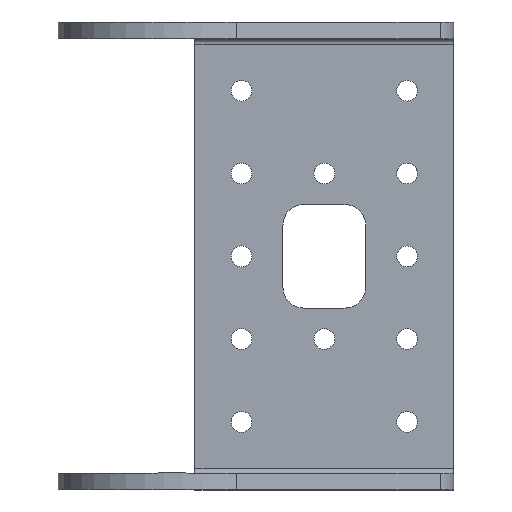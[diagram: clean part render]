
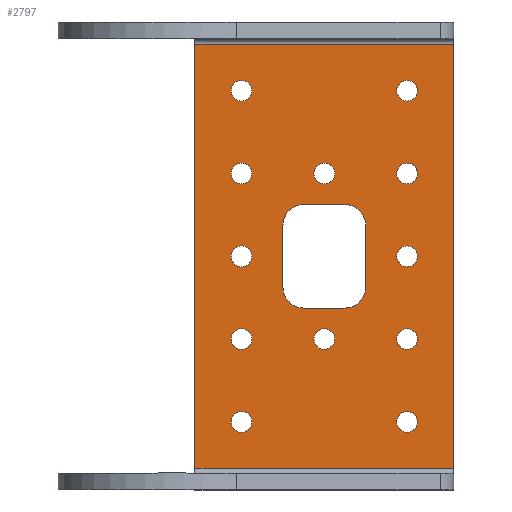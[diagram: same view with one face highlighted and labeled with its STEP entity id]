
A CAD part, top view. The second image highlights one B-rep face of the part: STEP entity #2797.
In plain terms, the highlighted planar face has unit normal (0, 0, 1).
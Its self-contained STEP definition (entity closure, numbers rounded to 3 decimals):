
#1798=CARTESIAN_POINT('',(-17.499,-1.502,1.588));
#1799=VERTEX_POINT('',#1798);
#1824=CARTESIAN_POINT('',(7.501,-1.502,1.588));
#1825=VERTEX_POINT('',#1824);
#1849=CARTESIAN_POINT('',(-17.499,-1.502,1.588));
#1850=DIRECTION('',(1.0,0.0,0.0));
#1851=VECTOR('',#1850,25.);
#1852=LINE('',#1849,#1851);
#1853=EDGE_CURVE('',#1799,#1825,#1852,.T.);
#1910=CARTESIAN_POINT('',(7.501,39.498,1.588));
#1911=VERTEX_POINT('',#1910);
#1936=CARTESIAN_POINT('',(-17.499,39.498,1.588));
#1937=VERTEX_POINT('',#1936);
#2036=CARTESIAN_POINT('',(7.501,39.498,1.588));
#2037=DIRECTION('',(-1.0,0.0,0.0));
#2038=VECTOR('',#2037,25.);
#2039=LINE('',#2036,#2038);
#2040=EDGE_CURVE('',#1911,#1937,#2039,.T.);
#2059=CARTESIAN_POINT('',(-17.499,-1.502,1.588));
#2060=DIRECTION('',(0.0,1.0,0.0));
#2061=VECTOR('',#2060,41.);
#2062=LINE('',#2059,#2061);
#2063=EDGE_CURVE('',#1799,#1937,#2062,.T.);
#2293=CARTESIAN_POINT('',(7.501,39.498,1.588));
#2294=DIRECTION('',(0.0,-1.0,0.0));
#2295=VECTOR('',#2294,41.);
#2296=LINE('',#2293,#2295);
#2297=EDGE_CURVE('',#1911,#1825,#2296,.T.);
#2309=CARTESIAN_POINT('',(-9.,21.998,1.588));
#2310=VERTEX_POINT('',#2309);
#2311=CARTESIAN_POINT('',(-7.,23.998,1.588));
#2312=VERTEX_POINT('',#2311);
#2313=CARTESIAN_POINT('',(-7.,21.998,1.588));
#2314=DIRECTION('',(0.0,0.0,-1.0));
#2315=DIRECTION('',(0.0,-1.0,0.0));
#2316=AXIS2_PLACEMENT_3D('',#2313,#2314,#2315);
#2317=CIRCLE('',#2316,2.);
#2318=EDGE_CURVE('',#2310,#2312,#2317,.T.);
#2341=CARTESIAN_POINT('',(-3.,23.998,1.588));
#2342=VERTEX_POINT('',#2341);
#2343=CARTESIAN_POINT('',(-7.,23.998,1.588));
#2344=DIRECTION('',(1.0,0.0,0.0));
#2345=VECTOR('',#2344,4.);
#2346=LINE('',#2343,#2345);
#2347=EDGE_CURVE('',#2312,#2342,#2346,.T.);
#2365=CARTESIAN_POINT('',(-1.,21.998,1.588));
#2366=VERTEX_POINT('',#2365);
#2367=CARTESIAN_POINT('',(-3.,21.998,1.588));
#2368=DIRECTION('',(0.0,0.0,-1.0));
#2369=DIRECTION('',(-1.0,0.0,0.0));
#2370=AXIS2_PLACEMENT_3D('',#2367,#2368,#2369);
#2371=CIRCLE('',#2370,2.);
#2372=EDGE_CURVE('',#2342,#2366,#2371,.T.);
#2390=CARTESIAN_POINT('',(-1.,15.998,1.588));
#2391=VERTEX_POINT('',#2390);
#2392=CARTESIAN_POINT('',(-1.,21.998,1.588));
#2393=DIRECTION('',(0.0,-1.0,0.0));
#2394=VECTOR('',#2393,6.001);
#2395=LINE('',#2392,#2394);
#2396=EDGE_CURVE('',#2366,#2391,#2395,.T.);
#2414=CARTESIAN_POINT('',(-3.,13.998,1.588));
#2415=VERTEX_POINT('',#2414);
#2416=CARTESIAN_POINT('',(-3.,15.998,1.588));
#2417=DIRECTION('',(0.0,0.0,-1.0));
#2418=DIRECTION('',(0.0,1.0,0.0));
#2419=AXIS2_PLACEMENT_3D('',#2416,#2417,#2418);
#2420=CIRCLE('',#2419,2.);
#2421=EDGE_CURVE('',#2391,#2415,#2420,.T.);
#2439=CARTESIAN_POINT('',(-7.,13.998,1.588));
#2440=VERTEX_POINT('',#2439);
#2441=CARTESIAN_POINT('',(-3.,13.998,1.588));
#2442=DIRECTION('',(-1.0,0.0,0.0));
#2443=VECTOR('',#2442,4.);
#2444=LINE('',#2441,#2443);
#2445=EDGE_CURVE('',#2415,#2440,#2444,.T.);
#2463=CARTESIAN_POINT('',(-9.,15.998,1.588));
#2464=VERTEX_POINT('',#2463);
#2465=CARTESIAN_POINT('',(-7.,15.998,1.588));
#2466=DIRECTION('',(0.0,0.0,-1.0));
#2467=DIRECTION('',(1.0,0.0,0.0));
#2468=AXIS2_PLACEMENT_3D('',#2465,#2466,#2467);
#2469=CIRCLE('',#2468,2.);
#2470=EDGE_CURVE('',#2440,#2464,#2469,.T.);
#2488=CARTESIAN_POINT('',(-9.,15.998,1.588));
#2489=DIRECTION('',(0.0,1.0,0.0));
#2490=VECTOR('',#2489,6.001);
#2491=LINE('',#2488,#2490);
#2492=EDGE_CURVE('',#2464,#2310,#2491,.T.);
#2505=CARTESIAN_POINT('',(4.,26.998,1.588));
#2506=VERTEX_POINT('',#2505);
#2507=CARTESIAN_POINT('',(3.,26.998,1.588));
#2508=DIRECTION('',(0.0,0.0,-1.0));
#2509=DIRECTION('',(-1.0,0.0,0.0));
#2510=AXIS2_PLACEMENT_3D('',#2507,#2508,#2509);
#2511=CIRCLE('',#2510,1.);
#2512=EDGE_CURVE('',#2506,#2506,#2511,.T.);
#2525=CARTESIAN_POINT('',(4.,18.998,1.588));
#2526=VERTEX_POINT('',#2525);
#2527=CARTESIAN_POINT('',(3.,18.998,1.588));
#2528=DIRECTION('',(0.0,0.0,-1.0));
#2529=DIRECTION('',(-1.0,0.0,0.0));
#2530=AXIS2_PLACEMENT_3D('',#2527,#2528,#2529);
#2531=CIRCLE('',#2530,1.);
#2532=EDGE_CURVE('',#2526,#2526,#2531,.T.);
#2545=CARTESIAN_POINT('',(4.,10.998,1.588));
#2546=VERTEX_POINT('',#2545);
#2547=CARTESIAN_POINT('',(3.,10.998,1.588));
#2548=DIRECTION('',(0.0,0.0,-1.0));
#2549=DIRECTION('',(-1.0,0.0,0.0));
#2550=AXIS2_PLACEMENT_3D('',#2547,#2548,#2549);
#2551=CIRCLE('',#2550,1.);
#2552=EDGE_CURVE('',#2546,#2546,#2551,.T.);
#2565=CARTESIAN_POINT('',(-12.,34.998,1.588));
#2566=VERTEX_POINT('',#2565);
#2567=CARTESIAN_POINT('',(-13.,34.998,1.588));
#2568=DIRECTION('',(0.0,0.0,-1.0));
#2569=DIRECTION('',(-1.0,0.0,0.0));
#2570=AXIS2_PLACEMENT_3D('',#2567,#2568,#2569);
#2571=CIRCLE('',#2570,1.);
#2572=EDGE_CURVE('',#2566,#2566,#2571,.T.);
#2585=CARTESIAN_POINT('',(4.,34.998,1.588));
#2586=VERTEX_POINT('',#2585);
#2587=CARTESIAN_POINT('',(3.,34.998,1.588));
#2588=DIRECTION('',(0.0,0.0,-1.0));
#2589=DIRECTION('',(-1.0,0.0,0.0));
#2590=AXIS2_PLACEMENT_3D('',#2587,#2588,#2589);
#2591=CIRCLE('',#2590,1.);
#2592=EDGE_CURVE('',#2586,#2586,#2591,.T.);
#2605=CARTESIAN_POINT('',(4.,2.998,1.588));
#2606=VERTEX_POINT('',#2605);
#2607=CARTESIAN_POINT('',(3.,2.998,1.588));
#2608=DIRECTION('',(0.0,0.0,-1.0));
#2609=DIRECTION('',(-1.0,0.0,0.0));
#2610=AXIS2_PLACEMENT_3D('',#2607,#2608,#2609);
#2611=CIRCLE('',#2610,1.);
#2612=EDGE_CURVE('',#2606,#2606,#2611,.T.);
#2625=CARTESIAN_POINT('',(-12.,2.998,1.588));
#2626=VERTEX_POINT('',#2625);
#2627=CARTESIAN_POINT('',(-13.,2.998,1.588));
#2628=DIRECTION('',(0.0,0.0,-1.0));
#2629=DIRECTION('',(-1.0,0.0,0.0));
#2630=AXIS2_PLACEMENT_3D('',#2627,#2628,#2629);
#2631=CIRCLE('',#2630,1.);
#2632=EDGE_CURVE('',#2626,#2626,#2631,.T.);
#2645=CARTESIAN_POINT('',(-12.,18.998,1.588));
#2646=VERTEX_POINT('',#2645);
#2647=CARTESIAN_POINT('',(-13.,18.998,1.588));
#2648=DIRECTION('',(0.0,0.0,-1.0));
#2649=DIRECTION('',(-1.0,0.0,0.0));
#2650=AXIS2_PLACEMENT_3D('',#2647,#2648,#2649);
#2651=CIRCLE('',#2650,1.0);
#2652=EDGE_CURVE('',#2646,#2646,#2651,.T.);
#2665=CARTESIAN_POINT('',(-4.,26.998,1.588));
#2666=VERTEX_POINT('',#2665);
#2667=CARTESIAN_POINT('',(-5.,26.998,1.588));
#2668=DIRECTION('',(0.0,0.0,-1.0));
#2669=DIRECTION('',(-1.0,0.0,0.0));
#2670=AXIS2_PLACEMENT_3D('',#2667,#2668,#2669);
#2671=CIRCLE('',#2670,1.);
#2672=EDGE_CURVE('',#2666,#2666,#2671,.T.);
#2685=CARTESIAN_POINT('',(-4.,10.998,1.588));
#2686=VERTEX_POINT('',#2685);
#2687=CARTESIAN_POINT('',(-5.,10.998,1.588));
#2688=DIRECTION('',(0.0,0.0,-1.0));
#2689=DIRECTION('',(-1.0,0.0,0.0));
#2690=AXIS2_PLACEMENT_3D('',#2687,#2688,#2689);
#2691=CIRCLE('',#2690,1.);
#2692=EDGE_CURVE('',#2686,#2686,#2691,.T.);
#2705=CARTESIAN_POINT('',(-12.,26.998,1.588));
#2706=VERTEX_POINT('',#2705);
#2707=CARTESIAN_POINT('',(-13.,26.998,1.588));
#2708=DIRECTION('',(0.0,0.0,-1.0));
#2709=DIRECTION('',(-1.0,0.0,0.0));
#2710=AXIS2_PLACEMENT_3D('',#2707,#2708,#2709);
#2711=CIRCLE('',#2710,1.);
#2712=EDGE_CURVE('',#2706,#2706,#2711,.T.);
#2725=CARTESIAN_POINT('',(-12.,10.998,1.588));
#2726=VERTEX_POINT('',#2725);
#2727=CARTESIAN_POINT('',(-13.,10.998,1.588));
#2728=DIRECTION('',(0.0,0.0,-1.0));
#2729=DIRECTION('',(-1.0,0.0,0.0));
#2730=AXIS2_PLACEMENT_3D('',#2727,#2728,#2729);
#2731=CIRCLE('',#2730,1.);
#2732=EDGE_CURVE('',#2726,#2726,#2731,.T.);
#2740=CARTESIAN_POINT('',(-4.999,18.998,1.588));
#2741=DIRECTION('',(0.0,0.0,1.0));
#2742=DIRECTION('',(1.0,0.0,0.0));
#2743=AXIS2_PLACEMENT_3D('',#2740,#2741,#2742);
#2744=PLANE('',#2743);
#2745=ORIENTED_EDGE('',*,*,#2040,.T.);
#2746=ORIENTED_EDGE('',*,*,#2063,.F.);
#2747=ORIENTED_EDGE('',*,*,#1853,.T.);
#2748=ORIENTED_EDGE('',*,*,#2297,.F.);
#2749=EDGE_LOOP('',(#2745,#2746,#2747,#2748));
#2750=FACE_OUTER_BOUND('',#2749,.T.);
#2751=ORIENTED_EDGE('',*,*,#2318,.T.);
#2752=ORIENTED_EDGE('',*,*,#2347,.T.);
#2753=ORIENTED_EDGE('',*,*,#2372,.T.);
#2754=ORIENTED_EDGE('',*,*,#2396,.T.);
#2755=ORIENTED_EDGE('',*,*,#2421,.T.);
#2756=ORIENTED_EDGE('',*,*,#2445,.T.);
#2757=ORIENTED_EDGE('',*,*,#2470,.T.);
#2758=ORIENTED_EDGE('',*,*,#2492,.T.);
#2759=EDGE_LOOP('',(#2751,#2752,#2753,#2754,#2755,#2756,#2757,#2758));
#2760=FACE_BOUND('',#2759,.T.);
#2761=ORIENTED_EDGE('',*,*,#2512,.T.);
#2762=EDGE_LOOP('',(#2761));
#2763=FACE_BOUND('',#2762,.T.);
#2764=ORIENTED_EDGE('',*,*,#2532,.T.);
#2765=EDGE_LOOP('',(#2764));
#2766=FACE_BOUND('',#2765,.T.);
#2767=ORIENTED_EDGE('',*,*,#2552,.T.);
#2768=EDGE_LOOP('',(#2767));
#2769=FACE_BOUND('',#2768,.T.);
#2770=ORIENTED_EDGE('',*,*,#2572,.T.);
#2771=EDGE_LOOP('',(#2770));
#2772=FACE_BOUND('',#2771,.T.);
#2773=ORIENTED_EDGE('',*,*,#2592,.T.);
#2774=EDGE_LOOP('',(#2773));
#2775=FACE_BOUND('',#2774,.T.);
#2776=ORIENTED_EDGE('',*,*,#2612,.T.);
#2777=EDGE_LOOP('',(#2776));
#2778=FACE_BOUND('',#2777,.T.);
#2779=ORIENTED_EDGE('',*,*,#2632,.T.);
#2780=EDGE_LOOP('',(#2779));
#2781=FACE_BOUND('',#2780,.T.);
#2782=ORIENTED_EDGE('',*,*,#2652,.T.);
#2783=EDGE_LOOP('',(#2782));
#2784=FACE_BOUND('',#2783,.T.);
#2785=ORIENTED_EDGE('',*,*,#2672,.T.);
#2786=EDGE_LOOP('',(#2785));
#2787=FACE_BOUND('',#2786,.T.);
#2788=ORIENTED_EDGE('',*,*,#2692,.T.);
#2789=EDGE_LOOP('',(#2788));
#2790=FACE_BOUND('',#2789,.T.);
#2791=ORIENTED_EDGE('',*,*,#2712,.T.);
#2792=EDGE_LOOP('',(#2791));
#2793=FACE_BOUND('',#2792,.T.);
#2794=ORIENTED_EDGE('',*,*,#2732,.T.);
#2795=EDGE_LOOP('',(#2794));
#2796=FACE_BOUND('',#2795,.T.);
#2797=ADVANCED_FACE('',(#2750,#2760,#2763,#2766,#2769,#2772,#2775,#2778,#2781,#2784,#2787,#2790,#2793,#2796),#2744,.T.);
